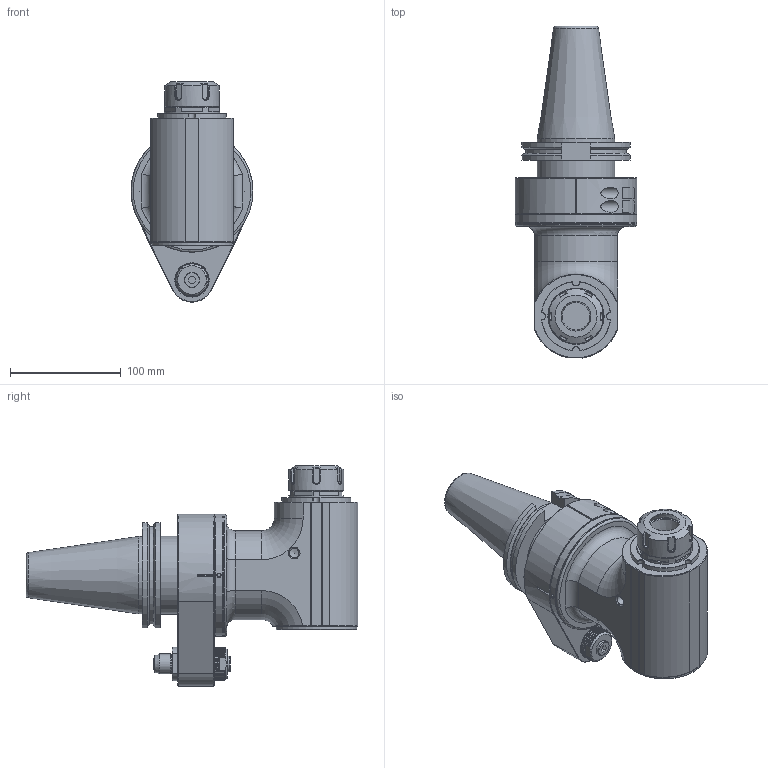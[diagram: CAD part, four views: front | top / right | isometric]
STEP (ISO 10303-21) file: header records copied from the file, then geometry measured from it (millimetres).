
FILE_DESCRIPTION(/* description */ (''),/* implementation_level */ '2;1');
FILE_NAME(/* name */ '9.G90.20000-15C50.stp',/* time_stamp */ '2023-11-06T09:34:31-05:00',/* author */ ('jkrenzer'),/* organization */ (''),/* preprocessor_version */ 'ST-DEVELOPER v18.1',/* originating_system */ 'Autodesk Inventor 2022',/* authorisation */ '');
FILE_SCHEMA (('AUTOMOTIVE_DESIGN { 1 0 10303 214 3 1 1 }'));
Length unit declared in the file: millimetre
Products named in the file (3): 9.G90.20000-15C50; 9_G90_20000; 9_GA2_458_1 (Classic, Type 2, Cat50, 80mm)
Assembly tree (2 placements, depth 2):
  9.G90.20000-15C50
    9_G90_20000
    9_GA2_458_1 (Classic, Type 2, Cat50, 80mm)
Bounding box: 110 x 299.3 x 198.43 mm (x, y, z)
Volume: 1682520.3 mm3; surface area: 192866.8 mm2
Topology: 4 solids, 6 shells, 882 faces, 2342 edges, 1514 vertices
Faces by surface type: plane 491, cylinder 166, cone 129, bspline 84, torus 12
Full cylindrical faces by diameter (mm): 3.3 x1, 4 x3, 4.2 x1, 5 x10, 6 x2, 7 x2, 8.5 x3, 10 x3, 10.5 x2, 11 x1, 14 x2, 15.2 x1, 17 x1, 18 x3, 19 x1, 21.96 x1, 25 x1, 25.4 x1, 25.5 x1, 26.16 x1, 27 x1, 28.5 x1, 30 x1, 30.5 x1, 42 x1, 42.5 x1, 45 x1, 46 x1, 46.4 x1, 49.5 x1
Entity records: 30284 total; most frequent: CARTESIAN_POINT 8586, ORIENTED_EDGE 4651, DIRECTION 4338, EDGE_CURVE 2329, VERTEX_POINT 1514, AXIS2_PLACEMENT_3D 1508, LINE 1322, VECTOR 1322
